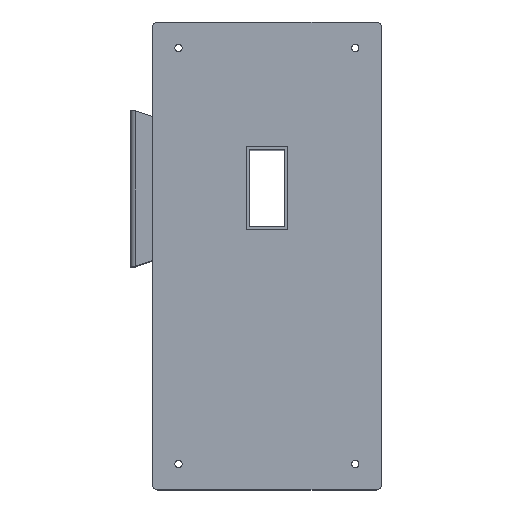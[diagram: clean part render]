
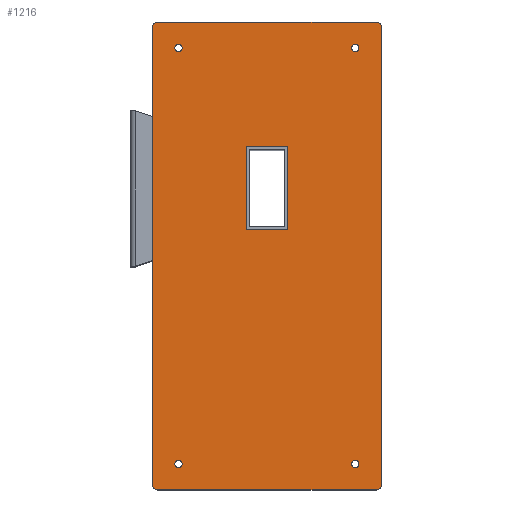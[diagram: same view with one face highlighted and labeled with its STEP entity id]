
A CAD part, top view. The second image highlights one B-rep face of the part: STEP entity #1216.
In plain terms, the highlighted planar face has unit normal (0, 0, 1).
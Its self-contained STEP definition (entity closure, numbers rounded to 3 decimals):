
#3 = VECTOR ( 'NONE', #752, 1000. ) ;
#6 = VERTEX_POINT ( 'NONE', #1256 ) ;
#26 = CARTESIAN_POINT ( 'NONE',  ( 110., -285., 5. ) ) ;
#34 = AXIS2_PLACEMENT_3D ( 'NONE', #282, #720, #1804 ) ;
#40 = CARTESIAN_POINT ( 'NONE',  ( 105., 160., 5. ) ) ;
#89 = LINE ( 'NONE', #1752, #2093 ) ;
#96 = ORIENTED_EDGE ( 'NONE', *, *, #1791, .T. ) ;
#104 = EDGE_CURVE ( 'NONE', #746, #1404, #892, .T. ) ;
#107 = VERTEX_POINT ( 'NONE', #1909 ) ;
#123 = CARTESIAN_POINT ( 'NONE',  ( 20., -40., 5. ) ) ;
#137 = DIRECTION ( 'NONE',  ( 0., 0., 1. ) ) ;
#146 = VECTOR ( 'NONE', #744, 1000. ) ;
#174 = CARTESIAN_POINT ( 'NONE',  ( -81.5, -265., 5. ) ) ;
#192 = CIRCLE ( 'NONE', #1191, 3.5 ) ;
#200 = ORIENTED_EDGE ( 'NONE', *, *, #1052, .F. ) ;
#236 = LINE ( 'NONE', #1450, #3 ) ;
#242 = VERTEX_POINT ( 'NONE', #1600 ) ;
#243 = DIRECTION ( 'NONE',  ( 0., -1., 0. ) ) ;
#265 = CARTESIAN_POINT ( 'NONE',  ( 105., 155., 5. ) ) ;
#280 = AXIS2_PLACEMENT_3D ( 'NONE', #535, #1855, #1554 ) ;
#282 = CARTESIAN_POINT ( 'NONE',  ( 105., -285., 5. ) ) ;
#284 = CARTESIAN_POINT ( 'NONE',  ( 20., 40., 5. ) ) ;
#285 = CIRCLE ( 'NONE', #1986, 5. ) ;
#321 = EDGE_CURVE ( 'NONE', #504, #944, #914, .T. ) ;
#323 = LINE ( 'NONE', #1646, #1164 ) ;
#324 = CARTESIAN_POINT ( 'NONE',  ( -20., 40., 5. ) ) ;
#332 = VERTEX_POINT ( 'NONE', #1894 ) ;
#356 = AXIS2_PLACEMENT_3D ( 'NONE', #265, #1553, #599 ) ;
#363 = ORIENTED_EDGE ( 'NONE', *, *, #1640, .T. ) ;
#369 = DIRECTION ( 'NONE',  ( -1., 0., 0. ) ) ;
#394 = CIRCLE ( 'NONE', #1767, 3.5 ) ;
#402 = VERTEX_POINT ( 'NONE', #1616 ) ;
#411 = LINE ( 'NONE', #1445, #146 ) ;
#422 = VECTOR ( 'NONE', #1188, 1000. ) ;
#431 = CARTESIAN_POINT ( 'NONE',  ( -85., -265., 5. ) ) ;
#493 = CARTESIAN_POINT ( 'NONE',  ( 85., 135., 5. ) ) ;
#504 = VERTEX_POINT ( 'NONE', #123 ) ;
#508 = ORIENTED_EDGE ( 'NONE', *, *, #627, .F. ) ;
#533 = FACE_BOUND ( 'NONE', #1485, .T. ) ;
#535 = CARTESIAN_POINT ( 'NONE',  ( 105., -285., 5. ) ) ;
#599 = DIRECTION ( 'NONE',  ( -1., 0., 0. ) ) ;
#607 = VERTEX_POINT ( 'NONE', #730 ) ;
#627 = EDGE_CURVE ( 'NONE', #242, #504, #1536, .T. ) ;
#690 = ORIENTED_EDGE ( 'NONE', *, *, #1801, .F. ) ;
#697 = DIRECTION ( 'NONE',  ( 1., 0., 0. ) ) ;
#708 = CIRCLE ( 'NONE', #1068, 3.5 ) ;
#709 = EDGE_CURVE ( 'NONE', #402, #402, #394, .T. ) ;
#711 = VECTOR ( 'NONE', #1118, 1000. ) ;
#720 = DIRECTION ( 'NONE',  ( 0., 0., 1. ) ) ;
#730 = CARTESIAN_POINT ( 'NONE',  ( 105., -290., 5. ) ) ;
#738 = VERTEX_POINT ( 'NONE', #174 ) ;
#744 = DIRECTION ( 'NONE',  ( 1., 0., 0. ) ) ;
#746 = VERTEX_POINT ( 'NONE', #1925 ) ;
#752 = DIRECTION ( 'NONE',  ( 0., 1., 0. ) ) ;
#787 = ORIENTED_EDGE ( 'NONE', *, *, #1458, .T. ) ;
#792 = EDGE_CURVE ( 'NONE', #607, #1436, #1114, .T. ) ;
#853 = DIRECTION ( 'NONE',  ( -1., 0., 0. ) ) ;
#867 = CARTESIAN_POINT ( 'NONE',  ( -20., -40., 5. ) ) ;
#892 = LINE ( 'NONE', #2123, #2086 ) ;
#905 = DIRECTION ( 'NONE',  ( 0., 0., 1. ) ) ;
#912 = CIRCLE ( 'NONE', #1759, 3.5 ) ;
#914 = LINE ( 'NONE', #2142, #1693 ) ;
#919 = CARTESIAN_POINT ( 'NONE',  ( -110., -285., 5. ) ) ;
#921 = EDGE_CURVE ( 'NONE', #941, #107, #1321, .T. ) ;
#940 = DIRECTION ( 'NONE',  ( 1., 0., 0. ) ) ;
#941 = VERTEX_POINT ( 'NONE', #40 ) ;
#944 = VERTEX_POINT ( 'NONE', #284 ) ;
#1012 = ORIENTED_EDGE ( 'NONE', *, *, #709, .F. ) ;
#1019 = DIRECTION ( 'NONE',  ( 0., 0., 1. ) ) ;
#1041 = CARTESIAN_POINT ( 'NONE',  ( -85., 135., 5. ) ) ;
#1046 = CARTESIAN_POINT ( 'NONE',  ( -105., 155., 5. ) ) ;
#1052 = EDGE_CURVE ( 'NONE', #1521, #242, #323, .T. ) ;
#1056 = CIRCLE ( 'NONE', #1967, 5. ) ;
#1068 = AXIS2_PLACEMENT_3D ( 'NONE', #1041, #1336, #940 ) ;
#1102 = CIRCLE ( 'NONE', #356, 5. ) ;
#1108 = EDGE_CURVE ( 'NONE', #1620, #1620, #192, .T. ) ;
#1114 = CIRCLE ( 'NONE', #34, 5. ) ;
#1118 = DIRECTION ( 'NONE',  ( 1., 0., 0. ) ) ;
#1132 = EDGE_CURVE ( 'NONE', #944, #1521, #89, .T. ) ;
#1137 = FACE_BOUND ( 'NONE', #1863, .T. ) ;
#1156 = EDGE_CURVE ( 'NONE', #6, #607, #411, .T. ) ;
#1164 = VECTOR ( 'NONE', #1467, 1000. ) ;
#1188 = DIRECTION ( 'NONE',  ( -1., 0., 0. ) ) ;
#1191 = AXIS2_PLACEMENT_3D ( 'NONE', #2103, #905, #2136 ) ;
#1201 = DIRECTION ( 'NONE',  ( 0., 0., 1. ) ) ;
#1216 = ADVANCED_FACE ( 'NONE', ( #1243, #1482, #533, #1137, #2040, #1551 ), #1691, .T. ) ;
#1231 = EDGE_LOOP ( 'NONE', ( #1356, #1893, #363, #1240, #96, #1783, #787, #2035 ) ) ;
#1240 = ORIENTED_EDGE ( 'NONE', *, *, #921, .T. ) ;
#1243 = FACE_BOUND ( 'NONE', #1267, .T. ) ;
#1252 = ORIENTED_EDGE ( 'NONE', *, *, #1108, .F. ) ;
#1256 = CARTESIAN_POINT ( 'NONE',  ( -105., -290., 5. ) ) ;
#1267 = EDGE_LOOP ( 'NONE', ( #690 ) ) ;
#1271 = EDGE_LOOP ( 'NONE', ( #508, #200, #1274, #2144 ) ) ;
#1274 = ORIENTED_EDGE ( 'NONE', *, *, #1132, .F. ) ;
#1283 = CARTESIAN_POINT ( 'NONE',  ( -105., -285., 5. ) ) ;
#1287 = EDGE_CURVE ( 'NONE', #1436, #332, #236, .T. ) ;
#1302 = CARTESIAN_POINT ( 'NONE',  ( -81.5, 135., 5. ) ) ;
#1321 = LINE ( 'NONE', #1424, #422 ) ;
#1336 = DIRECTION ( 'NONE',  ( 0., 0., 1. ) ) ;
#1337 = DIRECTION ( 'NONE',  ( 1., 0., 0. ) ) ;
#1356 = ORIENTED_EDGE ( 'NONE', *, *, #792, .T. ) ;
#1376 = VERTEX_POINT ( 'NONE', #1302 ) ;
#1404 = VERTEX_POINT ( 'NONE', #919 ) ;
#1424 = CARTESIAN_POINT ( 'NONE',  ( -105., 160., 5. ) ) ;
#1436 = VERTEX_POINT ( 'NONE', #26 ) ;
#1441 = EDGE_LOOP ( 'NONE', ( #1012 ) ) ;
#1445 = CARTESIAN_POINT ( 'NONE',  ( -105., -290., 5. ) ) ;
#1450 = CARTESIAN_POINT ( 'NONE',  ( 110., -285., 5. ) ) ;
#1458 = EDGE_CURVE ( 'NONE', #1404, #6, #285, .T. ) ;
#1467 = DIRECTION ( 'NONE',  ( 0., -1., 0. ) ) ;
#1481 = DIRECTION ( 'NONE',  ( 0., 1., 0. ) ) ;
#1482 = FACE_BOUND ( 'NONE', #1441, .T. ) ;
#1485 = EDGE_LOOP ( 'NONE', ( #1688 ) ) ;
#1521 = VERTEX_POINT ( 'NONE', #324 ) ;
#1523 = EDGE_CURVE ( 'NONE', #738, #738, #912, .T. ) ;
#1536 = LINE ( 'NONE', #867, #711 ) ;
#1551 = FACE_BOUND ( 'NONE', #1271, .T. ) ;
#1553 = DIRECTION ( 'NONE',  ( 0., 0., 1. ) ) ;
#1554 = DIRECTION ( 'NONE',  ( 1., 0., 0. ) ) ;
#1580 = CARTESIAN_POINT ( 'NONE',  ( 88.5, -265., 5. ) ) ;
#1600 = CARTESIAN_POINT ( 'NONE',  ( -20., -40., 5. ) ) ;
#1616 = CARTESIAN_POINT ( 'NONE',  ( 88.5, 135., 5. ) ) ;
#1620 = VERTEX_POINT ( 'NONE', #1580 ) ;
#1640 = EDGE_CURVE ( 'NONE', #332, #941, #1102, .T. ) ;
#1646 = CARTESIAN_POINT ( 'NONE',  ( -20., 40., 5. ) ) ;
#1647 = DIRECTION ( 'NONE',  ( 0., 0., 1. ) ) ;
#1688 = ORIENTED_EDGE ( 'NONE', *, *, #1523, .F. ) ;
#1691 = PLANE ( 'NONE',  #280 ) ;
#1693 = VECTOR ( 'NONE', #1481, 1000. ) ;
#1752 = CARTESIAN_POINT ( 'NONE',  ( -20., 40., 5. ) ) ;
#1759 = AXIS2_PLACEMENT_3D ( 'NONE', #431, #1647, #697 ) ;
#1767 = AXIS2_PLACEMENT_3D ( 'NONE', #493, #1201, #1337 ) ;
#1779 = DIRECTION ( 'NONE',  ( -1., 0., 0. ) ) ;
#1783 = ORIENTED_EDGE ( 'NONE', *, *, #104, .T. ) ;
#1791 = EDGE_CURVE ( 'NONE', #107, #746, #1056, .T. ) ;
#1801 = EDGE_CURVE ( 'NONE', #1376, #1376, #708, .T. ) ;
#1804 = DIRECTION ( 'NONE',  ( 1., 0., 0. ) ) ;
#1855 = DIRECTION ( 'NONE',  ( 0., 0., 1. ) ) ;
#1863 = EDGE_LOOP ( 'NONE', ( #1252 ) ) ;
#1893 = ORIENTED_EDGE ( 'NONE', *, *, #1287, .T. ) ;
#1894 = CARTESIAN_POINT ( 'NONE',  ( 110., 155., 5. ) ) ;
#1909 = CARTESIAN_POINT ( 'NONE',  ( -105., 160., 5. ) ) ;
#1925 = CARTESIAN_POINT ( 'NONE',  ( -110., 155., 5. ) ) ;
#1967 = AXIS2_PLACEMENT_3D ( 'NONE', #1046, #137, #1779 ) ;
#1986 = AXIS2_PLACEMENT_3D ( 'NONE', #1283, #1019, #853 ) ;
#2035 = ORIENTED_EDGE ( 'NONE', *, *, #1156, .T. ) ;
#2040 = FACE_OUTER_BOUND ( 'NONE', #1231, .T. ) ;
#2086 = VECTOR ( 'NONE', #243, 1000. ) ;
#2093 = VECTOR ( 'NONE', #369, 1000. ) ;
#2103 = CARTESIAN_POINT ( 'NONE',  ( 85., -265., 5. ) ) ;
#2123 = CARTESIAN_POINT ( 'NONE',  ( -110., -285., 5. ) ) ;
#2136 = DIRECTION ( 'NONE',  ( 1., 0., 0. ) ) ;
#2142 = CARTESIAN_POINT ( 'NONE',  ( 20., 40., 5. ) ) ;
#2144 = ORIENTED_EDGE ( 'NONE', *, *, #321, .F. ) ;
